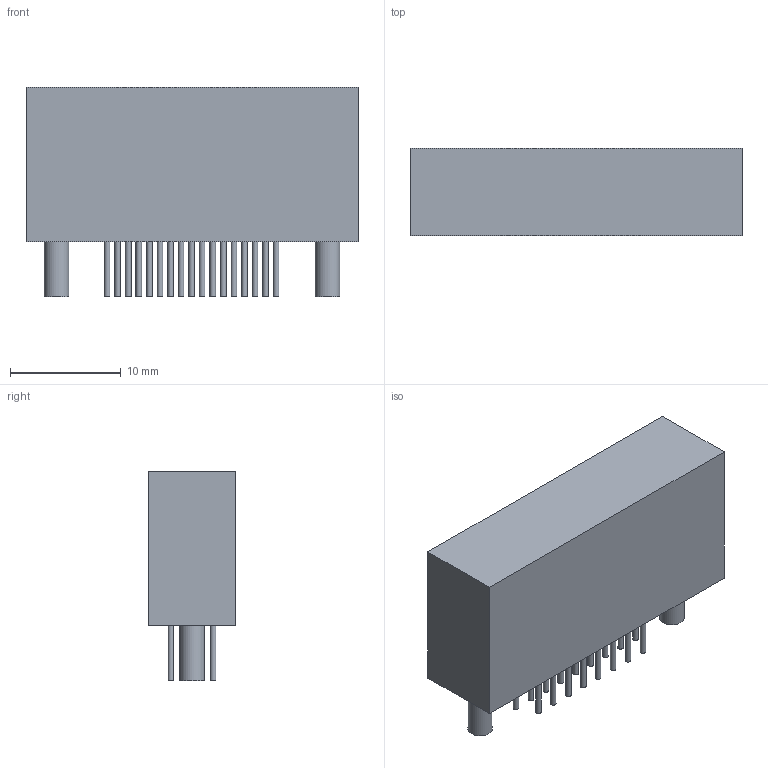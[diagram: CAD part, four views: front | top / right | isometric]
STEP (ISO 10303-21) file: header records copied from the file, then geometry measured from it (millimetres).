
FILE_DESCRIPTION(('FreeCAD Model'),'2;1');
FILE_NAME('288507.1.1.stp','2019-03-20T13:21:38',( 'Author'),(''),'Open CASCADE STEP processor 6.8','FreeCAD','Unknown' );
FILE_SCHEMA(('AUTOMOTIVE_DESIGN_CC2 { 1 2 10303 214 -1 1 5 4 }'));
Length unit declared in the file: millimetre
Products named in the file (3): ASSEMBLY; Body; Leads
Assembly tree (28 placements, depth 2):
  ASSEMBLY
    Body
    Leads  x27
Bounding box: 30.01 x 7.87 x 18.97 mm (x, y, z)
Surface area: 9539.6 mm2
Topology: 730 solids, 730 shells, 2193 faces, 2199 edges, 1466 vertices
Faces by surface type: plane 1464, cylinder 729
Full cylindrical faces by diameter (mm): 0.51 x675, 2.24 x54
Entity records: 3306 total; most frequent: DIRECTION 565, CARTESIAN_POINT 457, ORIENTED_EDGE 186, PCURVE 186, DEFINITIONAL_REPRESENTATION 186, LINE 171, VECTOR 171, AXIS2_PLACEMENT_3D 170
